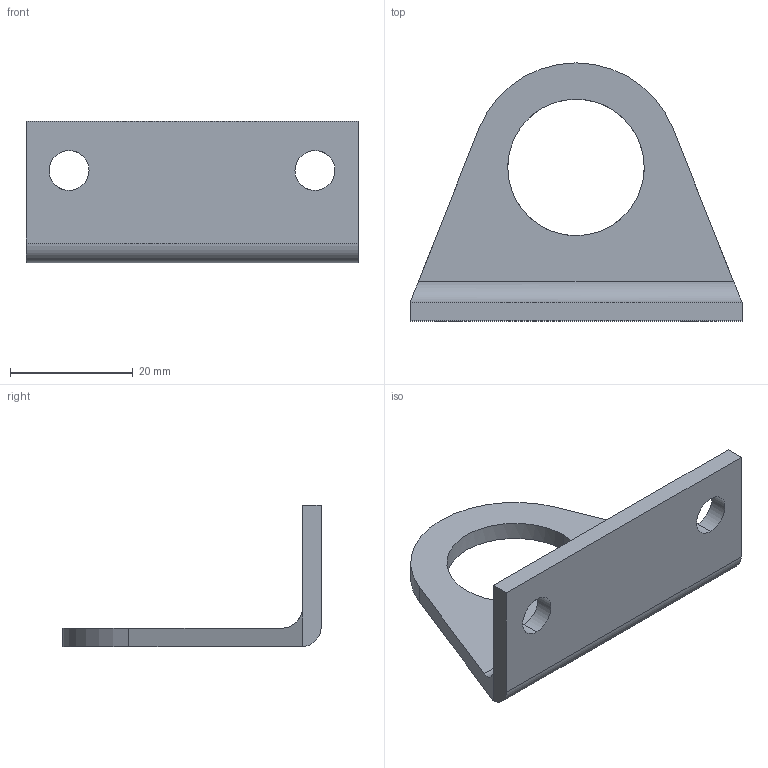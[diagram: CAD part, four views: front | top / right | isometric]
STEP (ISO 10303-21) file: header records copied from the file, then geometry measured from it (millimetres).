
FILE_DESCRIPTION(('CATIA V5 STEP Exchange'),'2;1');
FILE_NAME('mount LB_20.stp','2021-09-22T12:26:07+00:00',('none'),('none'),'CATIA Version 5 Release 21 GA (IN-10)','CATIA V5 STEP AP203','none');
FILE_SCHEMA(('CONFIG_CONTROL_DESIGN'));
Length unit declared in the file: millimetre
Products named in the file (1): _F-MA20LB (20)
Bounding box: 54 x 42 x 23 mm (x, y, z)
Volume: 6754.5 mm3; surface area: 5269.7 mm2
Topology: 1 solids, 1 shells, 18 faces, 54 edges, 38 vertices
Faces by surface type: plane 9, cylinder 9
Entity records: 804 total; most frequent: CARTESIAN_POINT 283, ORIENTED_EDGE 108, DIRECTION 76, EDGE_CURVE 54, VERTEX_POINT 38, AXIS2_PLACEMENT_3D 33, VECTOR 26, LINE 26
